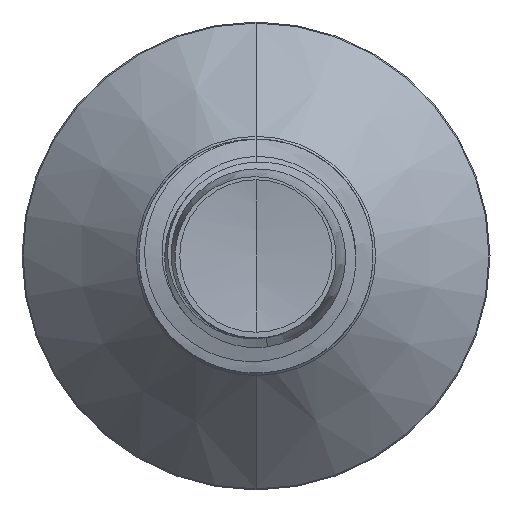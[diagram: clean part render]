
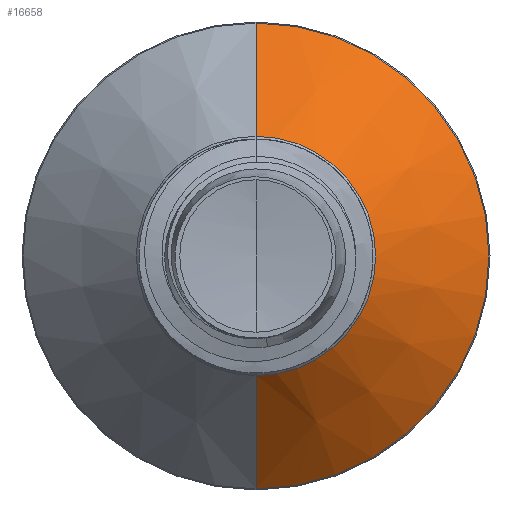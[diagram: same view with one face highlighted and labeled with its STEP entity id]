
A CAD part, front view. The second image highlights one B-rep face of the part: STEP entity #16658.
In plain terms, the highlighted conical face has half-angle 45 degrees and reference radius 2.302 mm.
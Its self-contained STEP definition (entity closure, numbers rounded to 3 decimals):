
#859 = VERTEX_POINT ( 'NONE', #33777 ) ;
#1697 = DIRECTION ( 'NONE',  ( 0., 0., 1. ) ) ;
#2810 = VERTEX_POINT ( 'NONE', #14509 ) ;
#3818 = VERTEX_POINT ( 'NONE', #11754 ) ;
#5214 = VECTOR ( 'NONE', #19846, 1000. ) ;
#5435 = LINE ( 'NONE', #34810, #5214 ) ;
#7917 = EDGE_LOOP ( 'NONE', ( #32133, #32569, #28133, #28275 ) ) ;
#9130 = CARTESIAN_POINT ( 'NONE',  ( 0., 22.102, 0. ) ) ;
#10103 = EDGE_CURVE ( 'NONE', #859, #24201, #5435, .T. ) ;
#11754 = CARTESIAN_POINT ( 'NONE',  ( 0., 22.102, -2.302 ) ) ;
#11799 = DIRECTION ( 'NONE',  ( 0., 0.707, -0.707 ) ) ;
#12093 = DIRECTION ( 'NONE',  ( 0., 1., 0. ) ) ;
#14013 = CIRCLE ( 'NONE', #37000, 2.302 ) ;
#14509 = CARTESIAN_POINT ( 'NONE',  ( 0., 24.28, -4.48 ) ) ;
#15405 = CONICAL_SURFACE ( 'NONE', #26769, 2.302, 0.785 ) ;
#16658 = ADVANCED_FACE ( 'NONE', ( #31766 ), #15405, .T. ) ;
#17450 = CARTESIAN_POINT ( 'NONE',  ( 0., 22.102, 0. ) ) ;
#18277 = CARTESIAN_POINT ( 'NONE',  ( 0., 24.28, 4.48 ) ) ;
#19428 = DIRECTION ( 'NONE',  ( 0., 1., 0. ) ) ;
#19846 = DIRECTION ( 'NONE',  ( 0., 0.707, 0.707 ) ) ;
#19918 = EDGE_CURVE ( 'NONE', #859, #3818, #14013, .T. ) ;
#20367 = DIRECTION ( 'NONE',  ( 0., 0., 1. ) ) ;
#20422 = EDGE_CURVE ( 'NONE', #3818, #2810, #28527, .T. ) ;
#20810 = VECTOR ( 'NONE', #11799, 1000. ) ;
#21621 = EDGE_CURVE ( 'NONE', #24201, #2810, #34445, .T. ) ;
#21739 = AXIS2_PLACEMENT_3D ( 'NONE', #36790, #19428, #1697 ) ;
#24201 = VERTEX_POINT ( 'NONE', #18277 ) ;
#26587 = DIRECTION ( 'NONE',  ( 0., 0., 1. ) ) ;
#26769 = AXIS2_PLACEMENT_3D ( 'NONE', #9130, #12093, #26587 ) ;
#28133 = ORIENTED_EDGE ( 'NONE', *, *, #21621, .F. ) ;
#28275 = ORIENTED_EDGE ( 'NONE', *, *, #10103, .F. ) ;
#28527 = LINE ( 'NONE', #29227, #20810 ) ;
#29227 = CARTESIAN_POINT ( 'NONE',  ( 0., 22.102, -2.302 ) ) ;
#31766 = FACE_OUTER_BOUND ( 'NONE', #7917, .T. ) ;
#32133 = ORIENTED_EDGE ( 'NONE', *, *, #19918, .T. ) ;
#32569 = ORIENTED_EDGE ( 'NONE', *, *, #20422, .T. ) ;
#33777 = CARTESIAN_POINT ( 'NONE',  ( 0., 22.102, 2.302 ) ) ;
#34445 = CIRCLE ( 'NONE', #21739, 4.48 ) ;
#34810 = CARTESIAN_POINT ( 'NONE',  ( 0., 22.102, 2.302 ) ) ;
#36790 = CARTESIAN_POINT ( 'NONE',  ( 0., 24.28, 0. ) ) ;
#37000 = AXIS2_PLACEMENT_3D ( 'NONE', #17450, #37720, #20367 ) ;
#37720 = DIRECTION ( 'NONE',  ( 0., 1., 0. ) ) ;
